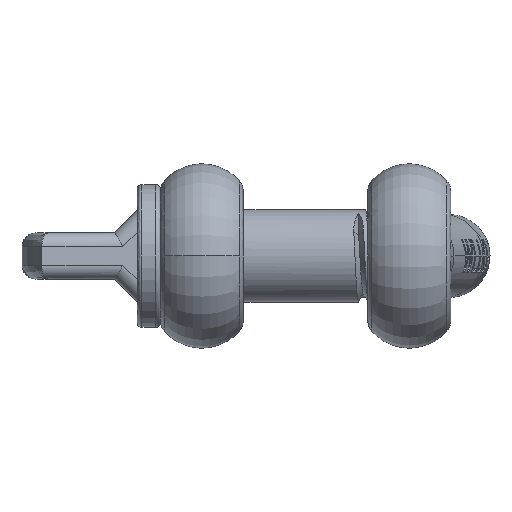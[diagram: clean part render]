
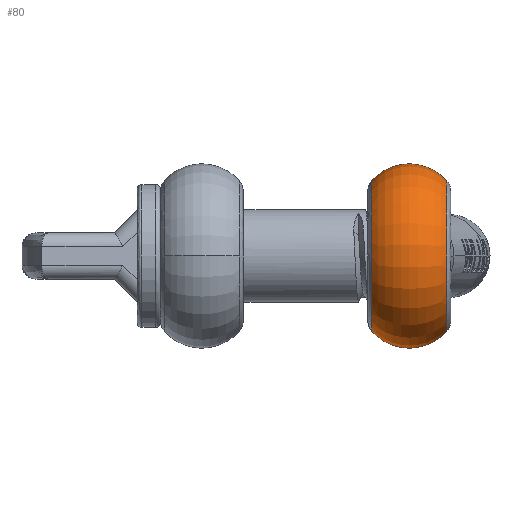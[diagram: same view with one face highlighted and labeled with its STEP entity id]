
A CAD part, front view. The second image highlights one B-rep face of the part: STEP entity #80.
In plain terms, the highlighted toroidal (fillet/blend) face has major radius 4.6 mm and minor radius 5.4 mm.
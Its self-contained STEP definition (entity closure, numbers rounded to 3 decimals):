
#80=ADVANCED_FACE('NONE',(#455),#456,.T.);
#455=FACE_OUTER_BOUND('',#1250,.T.);
#456=TOROIDAL_SURFACE('',#1251,4.6,5.4);
#1250=EDGE_LOOP('',(#8460,#8461,#8462,#8463));
#1251=AXIS2_PLACEMENT_3D('',#8464,#8465,#8466);
#8460=ORIENTED_EDGE('',*,*,#10976,.F.);
#8461=ORIENTED_EDGE('',*,*,#10981,.T.);
#8462=ORIENTED_EDGE('',*,*,#10982,.T.);
#8463=ORIENTED_EDGE('',*,*,#10983,.T.);
#8464=CARTESIAN_POINT('',(11.25,0.,0.));
#8465=DIRECTION('',(1.0,-0.0,0.0));
#8466=DIRECTION('',(0.0,0.0,-1.0));
#10976=EDGE_CURVE('NONE',#12089,#12091,#12092,.T.);
#10981=EDGE_CURVE('NONE',#12089,#12100,#12101,.T.);
#10982=EDGE_CURVE('NONE',#12100,#12102,#12103,.T.);
#10983=EDGE_CURVE('NONE',#12102,#12091,#12104,.T.);
#12089=VERTEX_POINT('NONE',#14924);
#12091=VERTEX_POINT('NONE',#14926);
#12092=CIRCLE('',#14927,5.4);
#12100=VERTEX_POINT('NONE',#14977);
#12101=CIRCLE('',#14978,8.172);
#12102=VERTEX_POINT('NONE',#14979);
#12103=CIRCLE('',#14980,5.4);
#12104=CIRCLE('',#14981,8.172);
#14924=CARTESIAN_POINT('',(7.2,0.,8.172));
#14926=CARTESIAN_POINT('',(15.3,0.,8.172));
#14927=AXIS2_PLACEMENT_3D('',#21582,#21583,#21584);
#14977=CARTESIAN_POINT('',(7.2,0.,-8.172));
#14978=AXIS2_PLACEMENT_3D('',#21588,#21589,#21590);
#14979=CARTESIAN_POINT('',(15.3,0.,-8.172));
#14980=AXIS2_PLACEMENT_3D('',#21591,#21592,#21593);
#14981=AXIS2_PLACEMENT_3D('',#21594,#21595,#21596);
#21582=CARTESIAN_POINT('',(11.25,0.,4.6));
#21583=DIRECTION('',(-0.0,1.0,0.));
#21584=DIRECTION('',(0.0,0.,1.0));
#21588=CARTESIAN_POINT('',(7.2,0.0,0.0));
#21589=DIRECTION('',(1.0,-0.0,0.0));
#21590=DIRECTION('',(0.0,0.,-1.0));
#21591=CARTESIAN_POINT('',(11.25,0.,-4.6));
#21592=DIRECTION('',(0.0,-1.0,0.0));
#21593=DIRECTION('',(0.0,0.0,-1.0));
#21594=CARTESIAN_POINT('',(15.3,0.0,0.0));
#21595=DIRECTION('',(-1.0,0.0,0.0));
#21596=DIRECTION('',(0.0,0.,-1.0));
